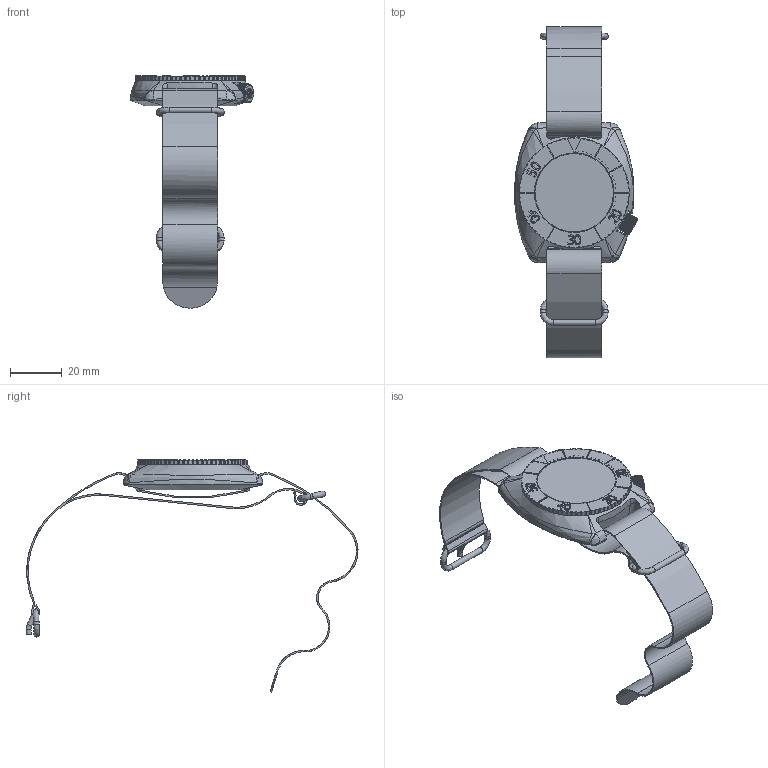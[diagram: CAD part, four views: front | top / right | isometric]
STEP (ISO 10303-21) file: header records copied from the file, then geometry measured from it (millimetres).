
FILE_DESCRIPTION(('FreeCAD Model'),'2;1');
FILE_NAME('Open CASCADE Shape Model','2025-04-25T16:07:09',('FreeCAD'),( 'FreeCAD'),'Open CASCADE STEP processor 7.6','FreeCAD','Unknown');
FILE_SCHEMA(('AUTOMOTIVE_DESIGN { 1 0 10303 214 1 1 1 1 }'));
Products named in the file (1): Open CASCADE STEP translator 7.6 1
Bounding box: 47.7 x 128.57 x 89.94 mm (x, y, z)
Volume: 24568.2 mm3; surface area: 28233 mm2
Topology: 13 solids, 13 shells, 1577 faces, 4393 edges, 2887 vertices
Faces by surface type: bspline 1577
Entity records: 52200 total; most frequent: CARTESIAN_POINT 27009, ORIENTED_EDGE 8746, EDGE_CURVE 4373, B_SPLINE_CURVE_WITH_KNOTS 3185, VERTEX_POINT 2881, FACE_BOUND 1664, EDGE_LOOP 1664, ADVANCED_FACE 1577
